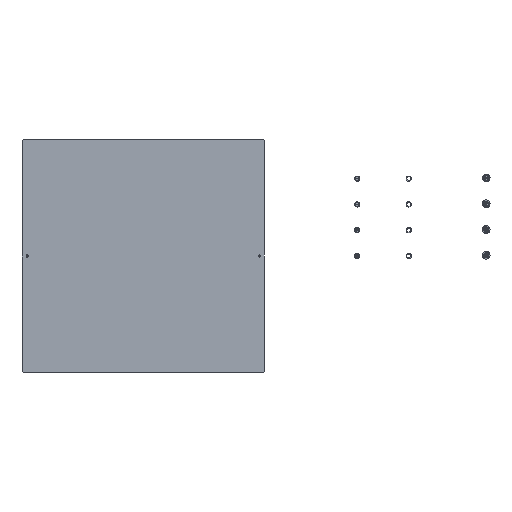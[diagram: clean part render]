
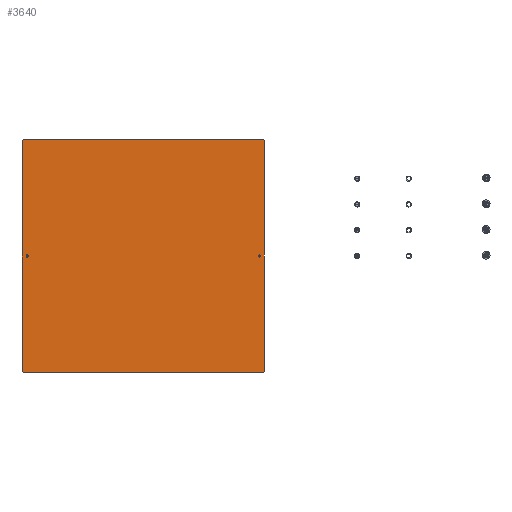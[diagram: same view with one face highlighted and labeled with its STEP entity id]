
A CAD part, front view. The second image highlights one B-rep face of the part: STEP entity #3640.
In plain terms, the highlighted planar face has unit normal (0, -1, 0).
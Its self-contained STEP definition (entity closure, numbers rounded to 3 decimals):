
#51 = VERTEX_POINT ( 'NONE', #7594 ) ;
#124 = EDGE_CURVE ( 'NONE', #1324, #3037, #3567, .T. ) ;
#235 = VECTOR ( 'NONE', #360, 1000. ) ;
#278 = ORIENTED_EDGE ( 'NONE', *, *, #7627, .T. ) ;
#360 = DIRECTION ( 'NONE',  ( -0.707, 0., -0.707 ) ) ;
#379 = EDGE_LOOP ( 'NONE', ( #1229, #6417 ) ) ;
#385 = VECTOR ( 'NONE', #4411, 1000. ) ;
#434 = EDGE_CURVE ( 'NONE', #51, #2842, #5655, .T. ) ;
#505 = AXIS2_PLACEMENT_3D ( 'NONE', #5783, #3147, #550 ) ;
#514 = CARTESIAN_POINT ( 'NONE',  ( -225., -4., -2. ) ) ;
#550 = DIRECTION ( 'NONE',  ( 0., 0., 1. ) ) ;
#598 = ORIENTED_EDGE ( 'NONE', *, *, #2888, .T. ) ;
#617 = CARTESIAN_POINT ( 'NONE',  ( 235., -4., 223. ) ) ;
#796 = ORIENTED_EDGE ( 'NONE', *, *, #4652, .F. ) ;
#944 = DIRECTION ( 'NONE',  ( 1., 0., 0. ) ) ;
#1054 = DIRECTION ( 'NONE',  ( 0., 0., 1. ) ) ;
#1084 = DIRECTION ( 'NONE',  ( 0., 1., 0. ) ) ;
#1094 = VERTEX_POINT ( 'NONE', #617 ) ;
#1131 = FACE_BOUND ( 'NONE', #379, .T. ) ;
#1148 = CARTESIAN_POINT ( 'NONE',  ( 235., -4., -223. ) ) ;
#1229 = ORIENTED_EDGE ( 'NONE', *, *, #4927, .T. ) ;
#1316 = DIRECTION ( 'NONE',  ( 0.707, 0., -0.707 ) ) ;
#1321 = ORIENTED_EDGE ( 'NONE', *, *, #3920, .F. ) ;
#1324 = VERTEX_POINT ( 'NONE', #5434 ) ;
#1403 = ORIENTED_EDGE ( 'NONE', *, *, #6508, .T. ) ;
#1530 = EDGE_LOOP ( 'NONE', ( #1403, #8285 ) ) ;
#1541 = VERTEX_POINT ( 'NONE', #4011 ) ;
#1814 = CARTESIAN_POINT ( 'NONE',  ( -235., -4., -225. ) ) ;
#1931 = CARTESIAN_POINT ( 'NONE',  ( -233., -4., -225. ) ) ;
#2248 = CIRCLE ( 'NONE', #4241, 2. ) ;
#2335 = LINE ( 'NONE', #6478, #8399 ) ;
#2345 = CARTESIAN_POINT ( 'NONE',  ( -235., -4., 225. ) ) ;
#2376 = CARTESIAN_POINT ( 'NONE',  ( 225., -4., 2. ) ) ;
#2545 = VERTEX_POINT ( 'NONE', #7504 ) ;
#2617 = CARTESIAN_POINT ( 'NONE',  ( 234., -4., -224. ) ) ;
#2842 = VERTEX_POINT ( 'NONE', #1148 ) ;
#2888 = EDGE_CURVE ( 'NONE', #2545, #5088, #5778, .T. ) ;
#2906 = EDGE_CURVE ( 'NONE', #5843, #1541, #4442, .T. ) ;
#2941 = CIRCLE ( 'NONE', #4180, 2. ) ;
#2996 = CARTESIAN_POINT ( 'NONE',  ( -224., -4., 234. ) ) ;
#3028 = VERTEX_POINT ( 'NONE', #6315 ) ;
#3037 = VERTEX_POINT ( 'NONE', #2376 ) ;
#3040 = VECTOR ( 'NONE', #1316, 1000. ) ;
#3043 = LINE ( 'NONE', #1814, #385 ) ;
#3044 = EDGE_CURVE ( 'NONE', #3028, #5088, #3116, .T. ) ;
#3116 = LINE ( 'NONE', #2345, #5979 ) ;
#3121 = AXIS2_PLACEMENT_3D ( 'NONE', #6084, #7407, #5331 ) ;
#3147 = DIRECTION ( 'NONE',  ( 0., 1., 0. ) ) ;
#3322 = CARTESIAN_POINT ( 'NONE',  ( 233., -4., 225. ) ) ;
#3334 = ORIENTED_EDGE ( 'NONE', *, *, #8345, .T. ) ;
#3511 = AXIS2_PLACEMENT_3D ( 'NONE', #3732, #1084, #5022 ) ;
#3526 = DIRECTION ( 'NONE',  ( 0., 0., 1. ) ) ;
#3567 = CIRCLE ( 'NONE', #505, 2. ) ;
#3640 = ADVANCED_FACE ( 'NONE', ( #8299, #1131, #5514 ), #6633, .T. ) ;
#3732 = CARTESIAN_POINT ( 'NONE',  ( -225., -4., 0. ) ) ;
#3806 = DIRECTION ( 'NONE',  ( -0.707, 0., 0.707 ) ) ;
#3893 = DIRECTION ( 'NONE',  ( 0., 0., 1. ) ) ;
#3920 = EDGE_CURVE ( 'NONE', #2545, #7071, #6641, .T. ) ;
#4011 = CARTESIAN_POINT ( 'NONE',  ( -225., -4., 2. ) ) ;
#4157 = CARTESIAN_POINT ( 'NONE',  ( -225., -4., 0. ) ) ;
#4180 = AXIS2_PLACEMENT_3D ( 'NONE', #6534, #7833, #3893 ) ;
#4241 = AXIS2_PLACEMENT_3D ( 'NONE', #4157, #8121, #3526 ) ;
#4276 = LINE ( 'NONE', #6246, #7562 ) ;
#4411 = DIRECTION ( 'NONE',  ( -1., 0., 0. ) ) ;
#4442 = CIRCLE ( 'NONE', #3511, 2. ) ;
#4652 = EDGE_CURVE ( 'NONE', #51, #7859, #3043, .T. ) ;
#4927 = EDGE_CURVE ( 'NONE', #3037, #1324, #2941, .T. ) ;
#5022 = DIRECTION ( 'NONE',  ( 0., 0., 1. ) ) ;
#5088 = VERTEX_POINT ( 'NONE', #7855 ) ;
#5223 = CARTESIAN_POINT ( 'NONE',  ( 1., -4., -459. ) ) ;
#5331 = DIRECTION ( 'NONE',  ( 0., 0., -1. ) ) ;
#5393 = ORIENTED_EDGE ( 'NONE', *, *, #3044, .F. ) ;
#5434 = CARTESIAN_POINT ( 'NONE',  ( 225., -4., -2. ) ) ;
#5514 = FACE_BOUND ( 'NONE', #1530, .T. ) ;
#5655 = LINE ( 'NONE', #2617, #6185 ) ;
#5778 = LINE ( 'NONE', #2996, #235 ) ;
#5783 = CARTESIAN_POINT ( 'NONE',  ( 225., -4., 0. ) ) ;
#5816 = DIRECTION ( 'NONE',  ( 0., 0., -1. ) ) ;
#5843 = VERTEX_POINT ( 'NONE', #514 ) ;
#5921 = DIRECTION ( 'NONE',  ( 0.707, 0., 0.707 ) ) ;
#5979 = VECTOR ( 'NONE', #1054, 1000. ) ;
#6084 = CARTESIAN_POINT ( 'NONE',  ( 235., -4., -225. ) ) ;
#6150 = CARTESIAN_POINT ( 'NONE',  ( -235., -4., 225. ) ) ;
#6185 = VECTOR ( 'NONE', #5921, 1000. ) ;
#6215 = ORIENTED_EDGE ( 'NONE', *, *, #7440, .F. ) ;
#6246 = CARTESIAN_POINT ( 'NONE',  ( 235., -4., 225. ) ) ;
#6315 = CARTESIAN_POINT ( 'NONE',  ( -235., -4., -223. ) ) ;
#6417 = ORIENTED_EDGE ( 'NONE', *, *, #124, .T. ) ;
#6478 = CARTESIAN_POINT ( 'NONE',  ( 459., -4., -1. ) ) ;
#6508 = EDGE_CURVE ( 'NONE', #1541, #5843, #2248, .T. ) ;
#6534 = CARTESIAN_POINT ( 'NONE',  ( 225., -4., 0. ) ) ;
#6633 = PLANE ( 'NONE',  #3121 ) ;
#6641 = LINE ( 'NONE', #6150, #6852 ) ;
#6852 = VECTOR ( 'NONE', #944, 1000. ) ;
#7071 = VERTEX_POINT ( 'NONE', #3322 ) ;
#7407 = DIRECTION ( 'NONE',  ( 0., -1., 0. ) ) ;
#7440 = EDGE_CURVE ( 'NONE', #1094, #2842, #4276, .T. ) ;
#7504 = CARTESIAN_POINT ( 'NONE',  ( -233., -4., 225. ) ) ;
#7562 = VECTOR ( 'NONE', #5816, 1000. ) ;
#7594 = CARTESIAN_POINT ( 'NONE',  ( 233., -4., -225. ) ) ;
#7627 = EDGE_CURVE ( 'NONE', #1094, #7071, #2335, .T. ) ;
#7833 = DIRECTION ( 'NONE',  ( 0., 1., 0. ) ) ;
#7855 = CARTESIAN_POINT ( 'NONE',  ( -235., -4., 223. ) ) ;
#7859 = VERTEX_POINT ( 'NONE', #1931 ) ;
#7869 = ORIENTED_EDGE ( 'NONE', *, *, #434, .T. ) ;
#7892 = EDGE_LOOP ( 'NONE', ( #796, #7869, #6215, #278, #1321, #598, #5393, #3334 ) ) ;
#7959 = LINE ( 'NONE', #5223, #3040 ) ;
#8121 = DIRECTION ( 'NONE',  ( 0., 1., 0. ) ) ;
#8285 = ORIENTED_EDGE ( 'NONE', *, *, #2906, .T. ) ;
#8299 = FACE_OUTER_BOUND ( 'NONE', #7892, .T. ) ;
#8345 = EDGE_CURVE ( 'NONE', #3028, #7859, #7959, .T. ) ;
#8399 = VECTOR ( 'NONE', #3806, 1000. ) ;
